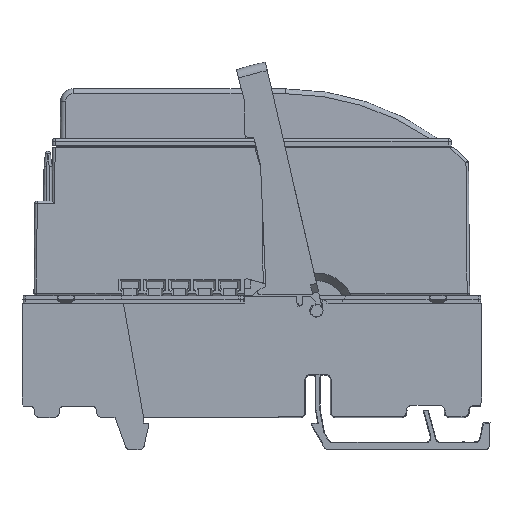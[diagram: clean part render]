
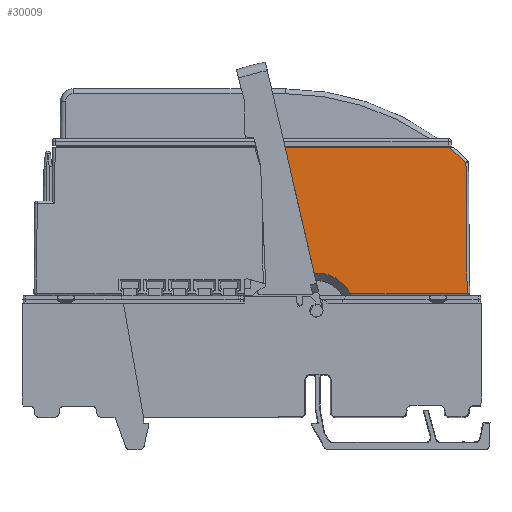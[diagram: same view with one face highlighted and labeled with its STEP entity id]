
A CAD part, top view. The second image highlights one B-rep face of the part: STEP entity #30009.
In plain terms, the highlighted planar face has unit normal (0, 0.009, 1).
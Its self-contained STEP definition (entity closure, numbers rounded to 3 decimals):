
#866=DIRECTION('',(-1.,0.,0.));
#867=VECTOR('',#866,38.533);
#868=CARTESIAN_POINT('',(59.147,31.375,6.952));
#869=LINE('',#868,#867);
#7235=DIRECTION('',(1.,0.,0.));
#7236=VECTOR('',#7235,23.557);
#7237=CARTESIAN_POINT('',(39.239,2.004,7.208));
#7238=LINE('',#7237,#7236);
#7551=DIRECTION('',(-0.965,0.263,-0.002));
#7552=VECTOR('',#7551,1.774);
#7553=CARTESIAN_POINT('',(23.991,3.414,7.196));
#7554=LINE('',#7553,#7552);
#7555=DIRECTION('',(-0.282,0.959,-0.008));
#7556=VECTOR('',#7555,5.142);
#7557=CARTESIAN_POINT('',(22.063,26.442,6.995));
#7558=LINE('',#7557,#7556);
#7559=CARTESIAN_POINT('',(25.999,-8.494,7.3));
#7560=DIRECTION('',(0.,-0.009,-1.));
#7561=DIRECTION('',(0.639,0.769,-0.007));
#7562=AXIS2_PLACEMENT_3D('',#7559,#7560,#7561);
#7564=DIRECTION('',(0.009,-1.,0.009));
#7565=VECTOR('',#7564,26.262);
#7566=CARTESIAN_POINT('',(62.566,28.265,6.979));
#7567=LINE('',#7566,#7565);
#7568=CARTESIAN_POINT('',(39.239,2.004,7.208));
#7569=CARTESIAN_POINT('',(39.07,2.324,7.205));
#7570=CARTESIAN_POINT('',(38.69,2.932,7.2));
#7571=CARTESIAN_POINT('',(37.994,3.76,7.193));
#7572=CARTESIAN_POINT('',(37.189,4.48,7.186));
#7573=CARTESIAN_POINT('',(36.29,5.081,7.181));
#7574=CARTESIAN_POINT('',(35.316,5.549,7.177));
#7575=CARTESIAN_POINT('',(34.286,5.874,7.174));
#7576=CARTESIAN_POINT('',(33.221,6.052,7.173));
#7577=CARTESIAN_POINT('',(32.14,6.077,7.173));
#7578=CARTESIAN_POINT('',(31.067,5.95,7.174));
#7579=CARTESIAN_POINT('',(30.023,5.674,7.176));
#7580=CARTESIAN_POINT('',(29.027,5.252,7.18));
#7581=CARTESIAN_POINT('',(28.413,4.882,7.183));
#7582=CARTESIAN_POINT('',(28.117,4.675,7.185));
#7584=DIRECTION('',(0.672,-0.74,0.006));
#7585=VECTOR('',#7584,3.43);
#7586=CARTESIAN_POINT('',(28.117,4.675,7.185));
#7587=LINE('',#7586,#7585);
#7588=CARTESIAN_POINT('',(30.423,2.135,7.207));
#7589=CARTESIAN_POINT('',(30.435,2.122,7.207));
#7590=CARTESIAN_POINT('',(30.445,2.108,7.207));
#7591=CARTESIAN_POINT('',(30.454,2.092,7.207));
#7593=CARTESIAN_POINT('',(24.773,3.274,7.197));
#7594=CARTESIAN_POINT('',(24.516,3.342,7.196));
#7595=CARTESIAN_POINT('',(24.256,3.389,7.196));
#7596=CARTESIAN_POINT('',(23.991,3.414,7.196));
#7614=DIRECTION('',(0.966,-0.258,0.002));
#7615=VECTOR('',#7614,5.227);
#7616=CARTESIAN_POINT('',(24.773,3.274,7.197));
#7617=LINE('',#7616,#7615);
#7618=DIRECTION('',(0.966,0.259,-0.002));
#7619=VECTOR('',#7618,0.654);
#7620=CARTESIAN_POINT('',(29.823,1.923,7.209));
#7621=LINE('',#7620,#7619);
#9307=DIRECTION('',(0.009,-1.,0.009));
#9308=VECTOR('',#9307,22.426);
#9309=CARTESIAN_POINT('',(22.084,26.306,6.996));
#9310=LINE('',#9309,#9308);
#9323=CARTESIAN_POINT('',(22.063,26.442,6.995));
#9324=CARTESIAN_POINT('',(22.076,26.397,6.995));
#9325=CARTESIAN_POINT('',(22.083,26.352,6.996));
#9326=CARTESIAN_POINT('',(22.084,26.306,6.996));
#15213=CARTESIAN_POINT('',(39.239,2.004,7.208));
#15214=CARTESIAN_POINT('',(62.796,2.004,7.208));
#15215=VERTEX_POINT('',#15213);
#15216=VERTEX_POINT('',#15214);
#15217=CARTESIAN_POINT('',(59.147,31.375,6.952));
#15218=CARTESIAN_POINT('',(62.566,28.265,6.979));
#15219=VERTEX_POINT('',#15217);
#15220=VERTEX_POINT('',#15218);
#15221=VERTEX_POINT('',#7582);
#15222=CARTESIAN_POINT('',(30.423,2.135,7.207));
#15223=VERTEX_POINT('',#15222);
#15224=CARTESIAN_POINT('',(22.084,26.306,6.996));
#15225=CARTESIAN_POINT('',(22.279,3.881,7.192));
#15226=VERTEX_POINT('',#15224);
#15227=VERTEX_POINT('',#15225);
#15228=VERTEX_POINT('',#9323);
#15229=CARTESIAN_POINT('',(20.614,31.375,6.952));
#15230=VERTEX_POINT('',#15229);
#15823=VERTEX_POINT('',#7593);
#15824=VERTEX_POINT('',#7596);
#15869=CARTESIAN_POINT('',(29.823,1.923,7.209));
#15870=VERTEX_POINT('',#15869);
#15875=CARTESIAN_POINT('',(30.454,2.092,7.207));
#15876=VERTEX_POINT('',#15875);
#29978=CARTESIAN_POINT('',(20.121,1.5,7.213));
#29979=DIRECTION('',(0.,0.009,1.));
#29980=DIRECTION('',(1.,0.,0.));
#29981=AXIS2_PLACEMENT_3D('',#29978,#29979,#29980);
#29982=PLANE('',#29981);
#29984=ORIENTED_EDGE('',*,*,#29983,.T.);
#29986=ORIENTED_EDGE('',*,*,#29985,.T.);
#29988=ORIENTED_EDGE('',*,*,#29987,.F.);
#29990=ORIENTED_EDGE('',*,*,#29989,.F.);
#29992=ORIENTED_EDGE('',*,*,#29991,.T.);
#29993=ORIENTED_EDGE('',*,*,#17400,.F.);
#29994=ORIENTED_EDGE('',*,*,#29598,.T.);
#29995=ORIENTED_EDGE('',*,*,#29557,.T.);
#29996=ORIENTED_EDGE('',*,*,#29320,.F.);
#29998=ORIENTED_EDGE('',*,*,#29997,.T.);
#30000=ORIENTED_EDGE('',*,*,#29999,.T.);
#30002=ORIENTED_EDGE('',*,*,#30001,.T.);
#30004=ORIENTED_EDGE('',*,*,#30003,.F.);
#30006=ORIENTED_EDGE('',*,*,#30005,.F.);
#30007=EDGE_LOOP('',(#29984,#29986,#29988,#29990,#29992,#29993,#29994,#29995,
#29996,#29998,#30000,#30002,#30004,#30006));
#30008=FACE_OUTER_BOUND('',#30007,.F.);
#30009=ADVANCED_FACE('',(#30008),#29982,.T.);
#7563=CIRCLE('',#7562,51.851);
#7583=B_SPLINE_CURVE_WITH_KNOTS('',3,(#7568,#7569,#7570,#7571,#7572,#7573,#7574,
#7575,#7576,#7577,#7578,#7579,#7580,#7581,#7582),.UNSPECIFIED.,.F.,.F.,(4,1,1,1,
1,1,1,1,1,1,1,1,4),(0.,0.083,0.167,0.25,
0.333,0.417,0.5,0.583,0.667,
0.75,0.833,0.917,1.),.UNSPECIFIED.);
#7592=B_SPLINE_CURVE_WITH_KNOTS('',3,(#7588,#7589,#7590,#7591),.UNSPECIFIED.,
.F.,.F.,(4,4),(0.,1.),.UNSPECIFIED.);
#7597=B_SPLINE_CURVE_WITH_KNOTS('',3,(#7593,#7594,#7595,#7596),.UNSPECIFIED.,
.F.,.F.,(4,4),(0.,1.),.UNSPECIFIED.);
#9327=B_SPLINE_CURVE_WITH_KNOTS('',3,(#9323,#9324,#9325,#9326),.UNSPECIFIED.,
.F.,.F.,(4,4),(0.,1.),.UNSPECIFIED.);
#17400=EDGE_CURVE('',#15219,#15230,#869,.T.);
#29320=EDGE_CURVE('',#15215,#15216,#7238,.T.);
#29557=EDGE_CURVE('',#15220,#15216,#7567,.T.);
#29598=EDGE_CURVE('',#15219,#15220,#7563,.T.);
#29983=EDGE_CURVE('',#15823,#15824,#7597,.T.);
#29985=EDGE_CURVE('',#15824,#15227,#7554,.T.);
#29987=EDGE_CURVE('',#15226,#15227,#9310,.T.);
#29989=EDGE_CURVE('',#15228,#15226,#9327,.T.);
#29991=EDGE_CURVE('',#15228,#15230,#7558,.T.);
#29997=EDGE_CURVE('',#15215,#15221,#7583,.T.);
#29999=EDGE_CURVE('',#15221,#15223,#7587,.T.);
#30001=EDGE_CURVE('',#15223,#15876,#7592,.T.);
#30003=EDGE_CURVE('',#15870,#15876,#7621,.T.);
#30005=EDGE_CURVE('',#15823,#15870,#7617,.T.);
